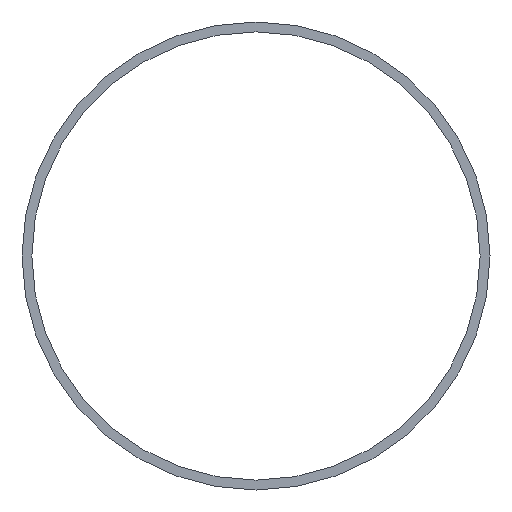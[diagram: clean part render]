
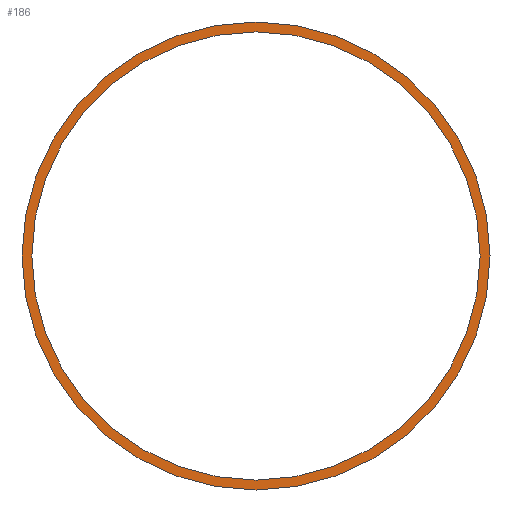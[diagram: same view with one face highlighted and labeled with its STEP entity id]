
A CAD part, front view. The second image highlights one B-rep face of the part: STEP entity #186.
In plain terms, the highlighted planar face has unit normal (0, -1, 0).
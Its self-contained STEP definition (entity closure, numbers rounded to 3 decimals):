
#13 = AXIS2_PLACEMENT_3D ( 'NONE', #77, #78, #79 ) ;
#14 = AXIS2_PLACEMENT_3D ( 'NONE', #197, #73, #74 ) ;
#19 = AXIS2_PLACEMENT_3D ( 'NONE', #191, #192, #193 ) ;
#20 = AXIS2_PLACEMENT_3D ( 'NONE', #187, #188, #189 ) ;
#21 = EDGE_CURVE ( 'NONE', #132, #110, #93, .T. ) ;
#22 = EDGE_CURVE ( 'NONE', #109, #97, #129, .T. ) ;
#30 = EDGE_CURVE ( 'NONE', #97, #109, #160, .T. ) ;
#31 = EDGE_CURVE ( 'NONE', #110, #132, #102, .T. ) ;
#35 = AXIS2_PLACEMENT_3D ( 'NONE', #200, #203, #204 ) ;
#68 = CARTESIAN_POINT ( 'NONE',  ( 0., 0., -150. ) ) ;
#73 = DIRECTION ( 'NONE',  ( 0., 1., 0. ) ) ;
#74 = DIRECTION ( 'NONE',  ( 0., 0., 1. ) ) ;
#75 = CARTESIAN_POINT ( 'NONE',  ( 0., 0., 150. ) ) ;
#77 = CARTESIAN_POINT ( 'NONE',  ( 0., 0., 0. ) ) ;
#78 = DIRECTION ( 'NONE',  ( 0., 1., 0. ) ) ;
#79 = DIRECTION ( 'NONE',  ( 0., 0., 1. ) ) ;
#81 = CARTESIAN_POINT ( 'NONE',  ( 0., 0., 156.6 ) ) ;
#83 = CARTESIAN_POINT ( 'NONE',  ( 0., 0., -156.6 ) ) ;
#93 = CIRCLE ( 'NONE', #20, 156.6 ) ;
#97 = VERTEX_POINT ( 'NONE', #68 ) ;
#102 = CIRCLE ( 'NONE', #13, 156.6 ) ;
#105 = FACE_BOUND ( 'NONE', #163, .T. ) ;
#109 = VERTEX_POINT ( 'NONE', #75 ) ;
#110 = VERTEX_POINT ( 'NONE', #81 ) ;
#112 = EDGE_LOOP ( 'NONE', ( #140, #113 ) ) ;
#113 = ORIENTED_EDGE ( 'NONE', *, *, #31, .F. ) ;
#129 = CIRCLE ( 'NONE', #19, 150. ) ;
#132 = VERTEX_POINT ( 'NONE', #83 ) ;
#140 = ORIENTED_EDGE ( 'NONE', *, *, #21, .F. ) ;
#151 = FACE_OUTER_BOUND ( 'NONE', #112, .T. ) ;
#152 = ORIENTED_EDGE ( 'NONE', *, *, #22, .T. ) ;
#160 = CIRCLE ( 'NONE', #14, 150. ) ;
#163 = EDGE_LOOP ( 'NONE', ( #165, #152 ) ) ;
#165 = ORIENTED_EDGE ( 'NONE', *, *, #30, .T. ) ;
#186 = ADVANCED_FACE ( 'NONE', ( #151, #105 ), #201, .F. ) ;
#187 = CARTESIAN_POINT ( 'NONE',  ( 0., 0., 0. ) ) ;
#188 = DIRECTION ( 'NONE',  ( 0., 1., 0. ) ) ;
#189 = DIRECTION ( 'NONE',  ( 0., 0., 1. ) ) ;
#191 = CARTESIAN_POINT ( 'NONE',  ( 0., 0., 0. ) ) ;
#192 = DIRECTION ( 'NONE',  ( 0., 1., 0. ) ) ;
#193 = DIRECTION ( 'NONE',  ( 0., 0., 1. ) ) ;
#197 = CARTESIAN_POINT ( 'NONE',  ( 0., 0., 0. ) ) ;
#200 = CARTESIAN_POINT ( 'NONE',  ( 0., 0., 0. ) ) ;
#201 = PLANE ( 'NONE',  #35 ) ;
#203 = DIRECTION ( 'NONE',  ( 0., 1., 0. ) ) ;
#204 = DIRECTION ( 'NONE',  ( 0., 0., 1. ) ) ;
